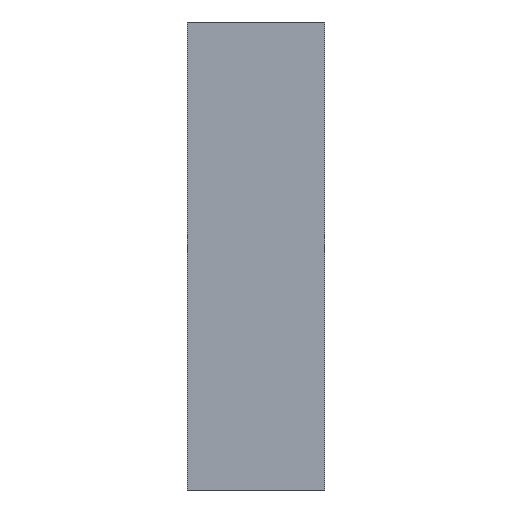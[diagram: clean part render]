
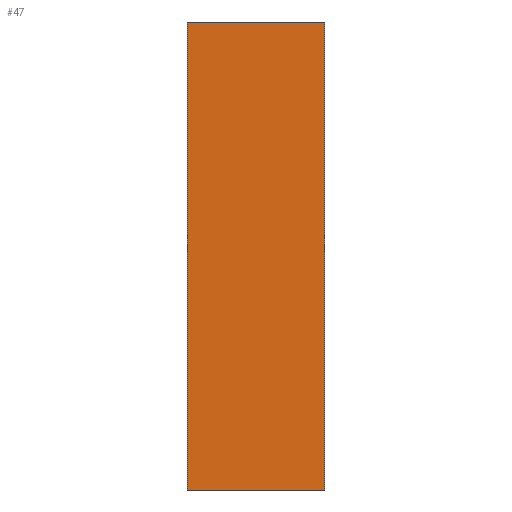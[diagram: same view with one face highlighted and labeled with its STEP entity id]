
A CAD part, left-side view. The second image highlights one B-rep face of the part: STEP entity #47.
In plain terms, the highlighted planar face has unit normal (-1, 0, 0).
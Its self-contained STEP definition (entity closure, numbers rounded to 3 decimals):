
#10 = CARTESIAN_POINT ( 'NONE',  ( 0., 20., 68. ) ) ;
#21 = CARTESIAN_POINT ( 'NONE',  ( 0., 20., 0. ) ) ;
#22 = CARTESIAN_POINT ( 'NONE',  ( 0., 20., 68. ) ) ;
#23 = EDGE_CURVE ( 'NONE', #291, #185, #104, .T. ) ;
#27 = FACE_OUTER_BOUND ( 'NONE', #223, .T. ) ;
#30 = AXIS2_PLACEMENT_3D ( 'NONE', #22, #138, #92 ) ;
#31 = DIRECTION ( 'NONE',  ( 0., 0., -1. ) ) ;
#34 = LINE ( 'NONE', #239, #231 ) ;
#40 = VERTEX_POINT ( 'NONE', #21 ) ;
#47 = ADVANCED_FACE ( 'NONE', ( #27 ), #186, .F. ) ;
#73 = CARTESIAN_POINT ( 'NONE',  ( 0., 0., 68. ) ) ;
#78 = DIRECTION ( 'NONE',  ( 0., -1., 0. ) ) ;
#92 = DIRECTION ( 'NONE',  ( 0., 1., 0. ) ) ;
#104 = LINE ( 'NONE', #110, #111 ) ;
#105 = VECTOR ( 'NONE', #235, 1000. ) ;
#110 = CARTESIAN_POINT ( 'NONE',  ( 0., 0., 68. ) ) ;
#111 = VECTOR ( 'NONE', #273, 1000. ) ;
#119 = CARTESIAN_POINT ( 'NONE',  ( 0., 20., 0. ) ) ;
#132 = VECTOR ( 'NONE', #78, 1000. ) ;
#138 = DIRECTION ( 'NONE',  ( 1., 0., 0. ) ) ;
#144 = LINE ( 'NONE', #119, #105 ) ;
#150 = CARTESIAN_POINT ( 'NONE',  ( 0., 20., 68. ) ) ;
#169 = EDGE_CURVE ( 'NONE', #40, #185, #144, .T. ) ;
#185 = VERTEX_POINT ( 'NONE', #278 ) ;
#186 = PLANE ( 'NONE',  #30 ) ;
#199 = ORIENTED_EDGE ( 'NONE', *, *, #23, .F. ) ;
#204 = ORIENTED_EDGE ( 'NONE', *, *, #301, .F. ) ;
#214 = LINE ( 'NONE', #10, #132 ) ;
#223 = EDGE_LOOP ( 'NONE', ( #297, #199, #204, #252 ) ) ;
#231 = VECTOR ( 'NONE', #31, 1000. ) ;
#235 = DIRECTION ( 'NONE',  ( 0., -1., 0. ) ) ;
#239 = CARTESIAN_POINT ( 'NONE',  ( 0., 20., 68. ) ) ;
#252 = ORIENTED_EDGE ( 'NONE', *, *, #277, .T. ) ;
#273 = DIRECTION ( 'NONE',  ( 0., 0., -1. ) ) ;
#276 = VERTEX_POINT ( 'NONE', #150 ) ;
#277 = EDGE_CURVE ( 'NONE', #276, #40, #34, .T. ) ;
#278 = CARTESIAN_POINT ( 'NONE',  ( 0., 0., 0. ) ) ;
#291 = VERTEX_POINT ( 'NONE', #73 ) ;
#297 = ORIENTED_EDGE ( 'NONE', *, *, #169, .T. ) ;
#301 = EDGE_CURVE ( 'NONE', #276, #291, #214, .T. ) ;
